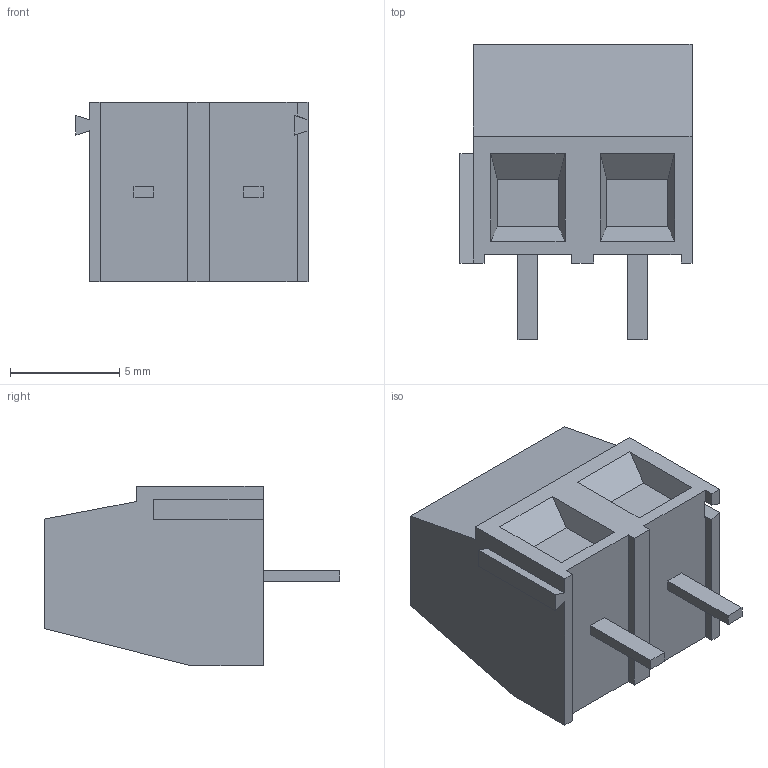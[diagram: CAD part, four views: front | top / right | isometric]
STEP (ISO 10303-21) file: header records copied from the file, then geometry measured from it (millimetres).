
FILE_DESCRIPTION (( 'STEP AP214' ), '1' );
FILE_NAME ('282836-2.STEP', '2023-04-14T01:09:46', ( '' ), ( '' ), 'SwSTEP 2.0', 'SolidWorks 2021', '' );
FILE_SCHEMA (( 'AUTOMOTIVE_DESIGN' ));
Length unit declared in the file: millimetre
Products named in the file (1): 282836-2
Bounding box: 10.6 x 13.5 x 8.2 mm (x, y, z)
Volume: 645.1 mm3; surface area: 668.9 mm2
Topology: 5 solids, 5 shells, 81 faces, 201 edges, 134 vertices
Faces by surface type: plane 73, cylinder 8
Entity records: 2449 total; most frequent: CARTESIAN_POINT 417, ORIENTED_EDGE 402, DIRECTION 389, EDGE_CURVE 201, VECTOR 177, LINE 177, VERTEX_POINT 134, AXIS2_PLACEMENT_3D 106
